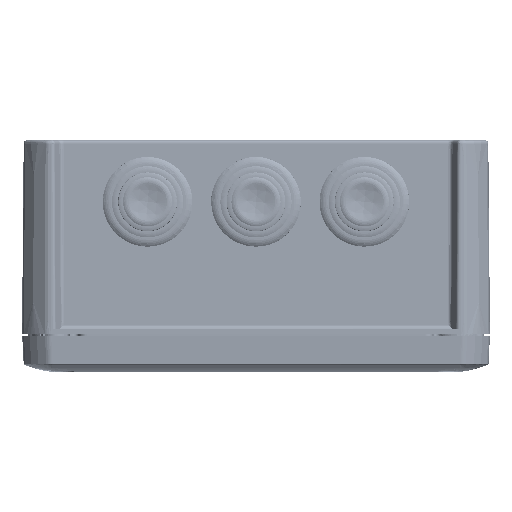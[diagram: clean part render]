
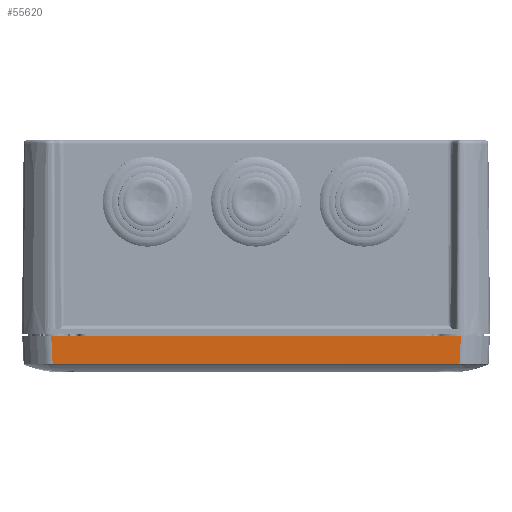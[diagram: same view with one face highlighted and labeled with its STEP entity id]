
A CAD part, left-side view. The second image highlights one B-rep face of the part: STEP entity #55620.
In plain terms, the highlighted face is planar.
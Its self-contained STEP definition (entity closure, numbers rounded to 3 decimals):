
#4513 = CARTESIAN_POINT ( 'NONE',  ( 94.948, -131.567, -2.6 ) ) ;
#5168 = CARTESIAN_POINT ( 'NONE',  ( 94.366, -130.985, -13.69 ) ) ;
#25871 = AXIS2_PLACEMENT_3D ( 'NONE', #103442, #151373, #56206 ) ;
#32786 = LINE ( 'NONE', #202355, #201854 ) ;
#38628 = CARTESIAN_POINT ( 'NONE',  ( 94.948, -131.567, -2.6 ) ) ;
#40183 = PLANE ( 'NONE',  #25871 ) ;
#52657 = CARTESIAN_POINT ( 'NONE',  ( 94.948, 34.771, -2.6 ) ) ;
#55620 = ADVANCED_FACE ( 'NONE', ( #93083 ), #40183, .T. ) ;
#56206 = DIRECTION ( 'NONE',  ( 0.052, 0., 0.999 ) ) ;
#69826 = LINE ( 'NONE', #110303, #149354 ) ;
#75167 = EDGE_LOOP ( 'NONE', ( #160163, #101561, #203385, #103530 ) ) ;
#75326 = LINE ( 'NONE', #112273, #154840 ) ;
#78376 = DIRECTION ( 'NONE',  ( 0., -1., 0. ) ) ;
#86605 = CARTESIAN_POINT ( 'NONE',  ( 94.56, -131.179, -9.993 ) ) ;
#93083 = FACE_OUTER_BOUND ( 'NONE', #75167, .T. ) ;
#97301 = EDGE_CURVE ( 'NONE', #135073, #189760, #166728, .T. ) ;
#101561 = ORIENTED_EDGE ( 'NONE', *, *, #178833, .F. ) ;
#103442 = CARTESIAN_POINT ( 'NONE',  ( 94.352, 38.93, -13.967 ) ) ;
#103530 = ORIENTED_EDGE ( 'NONE', *, *, #97301, .T. ) ;
#107209 = DIRECTION ( 'NONE',  ( -0.052, -0.052, -0.997 ) ) ;
#110303 = CARTESIAN_POINT ( 'NONE',  ( 94.366, -114.841, -13.69 ) ) ;
#112273 = CARTESIAN_POINT ( 'NONE',  ( 94.948, -48.398, -2.6 ) ) ;
#128252 = DIRECTION ( 'NONE',  ( 0., 1., 0. ) ) ;
#133963 = CARTESIAN_POINT ( 'NONE',  ( 94.366, 34.19, -13.69 ) ) ;
#135073 = VERTEX_POINT ( 'NONE', #4513 ) ;
#142308 = EDGE_CURVE ( 'NONE', #157328, #189760, #69826, .T. ) ;
#149354 = VECTOR ( 'NONE', #78376, 1000. ) ;
#149846 = CARTESIAN_POINT ( 'NONE',  ( 94.754, -131.373, -6.297 ) ) ;
#151373 = DIRECTION ( 'NONE',  ( 0.999, 0., -0.052 ) ) ;
#154840 = VECTOR ( 'NONE', #128252, 1000. ) ;
#157328 = VERTEX_POINT ( 'NONE', #133963 ) ;
#160163 = ORIENTED_EDGE ( 'NONE', *, *, #142308, .F. ) ;
#166728 = B_SPLINE_CURVE_WITH_KNOTS ( 'NONE', 3,
 ( #38628, #149846, #86605, #197738 ),
 .UNSPECIFIED., .F., .F.,
 ( 4, 4 ),
 ( 0., 1. ),
 .UNSPECIFIED. ) ;
#178833 = EDGE_CURVE ( 'NONE', #180839, #157328, #32786, .T. ) ;
#180839 = VERTEX_POINT ( 'NONE', #52657 ) ;
#189760 = VERTEX_POINT ( 'NONE', #5168 ) ;
#195565 = EDGE_CURVE ( 'NONE', #135073, #180839, #75326, .T. ) ;
#197738 = CARTESIAN_POINT ( 'NONE',  ( 94.366, -130.985, -13.69 ) ) ;
#201854 = VECTOR ( 'NONE', #107209, 1000. ) ;
#202355 = CARTESIAN_POINT ( 'NONE',  ( 94.658, 34.481, -8.134 ) ) ;
#203385 = ORIENTED_EDGE ( 'NONE', *, *, #195565, .F. ) ;
